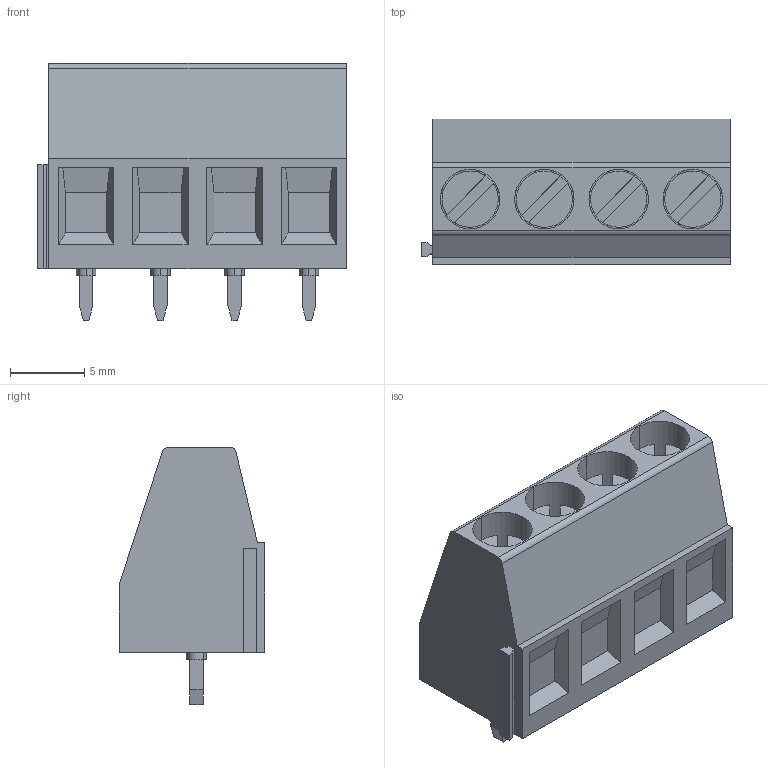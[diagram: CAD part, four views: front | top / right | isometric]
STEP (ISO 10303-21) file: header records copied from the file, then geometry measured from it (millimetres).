
FILE_DESCRIPTION(('STEP AP203'),'1');
FILE_NAME('1715048.stp','2020-10-23T10:05:07',('TraceParts'),('TraceParts S.A.'),'Spatial InterOp 3D',' ',' ');
FILE_SCHEMA(('CONFIG_CONTROL_DESIGN'));
Length unit declared in the file: millimetre
Products named in the file (1): 1
Bounding box: 20.74 x 9.8 x 17.3 mm (x, y, z)
Volume: 2123.8 mm3; surface area: 1457.9 mm2
Topology: 5 solids, 5 shells, 144 faces, 351 edges, 234 vertices
Faces by surface type: plane 114, cylinder 30
Entity records: 4271 total; most frequent: CARTESIAN_POINT 734, DIRECTION 725, ORIENTED_EDGE 702, EDGE_CURVE 351, LINE 275, VECTOR 275, VERTEX_POINT 234, AXIS2_PLACEMENT_3D 225
